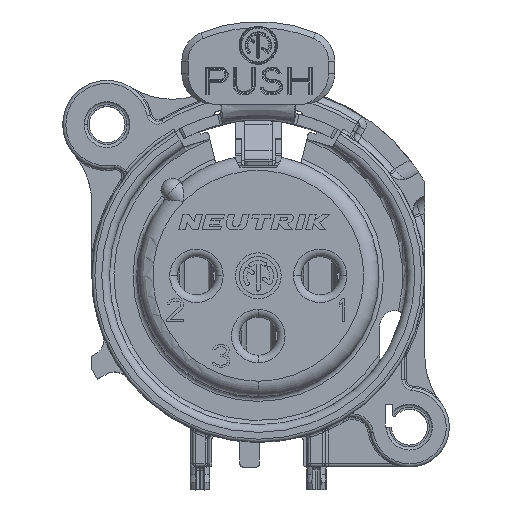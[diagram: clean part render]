
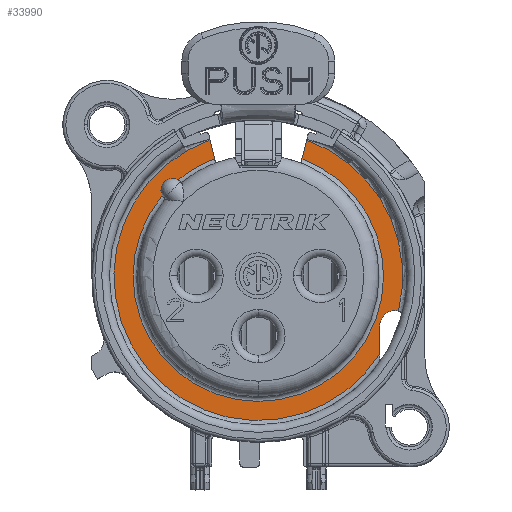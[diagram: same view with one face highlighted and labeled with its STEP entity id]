
A CAD part, top view. The second image highlights one B-rep face of the part: STEP entity #33990.
In plain terms, the highlighted planar face has unit normal (0, 0, 1).
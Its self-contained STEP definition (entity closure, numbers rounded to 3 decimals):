
#1160=CARTESIAN_POINT('',(0.,0.,-4.8));
#1161=DIRECTION('',(0.,0.,-1.));
#1162=DIRECTION('',(-0.643,0.766,0.));
#1163=AXIS2_PLACEMENT_3D('',#1160,#1161,#1162);
#1201=CARTESIAN_POINT('',(2.859,7.685,-4.8));
#1236=CARTESIAN_POINT('',(0.,0.,-4.8));
#1237=DIRECTION('',(0.,0.,1.));
#1238=DIRECTION('',(-0.766,0.643,0.));
#1239=AXIS2_PLACEMENT_3D('',#1236,#1237,#1238);
#1241=DIRECTION('',(0.24,0.971,0.));
#1242=VECTOR('',#1241,1.257);
#1243=CARTESIAN_POINT('',(2.859,7.685,-4.8));
#1244=LINE('',#1243,#1242);
#1245=CARTESIAN_POINT('',(0.,0.,-4.8));
#1246=DIRECTION('',(0.,0.,-1.));
#1247=DIRECTION('',(0.334,0.942,0.));
#1248=AXIS2_PLACEMENT_3D('',#1245,#1246,#1247);
#1250=CARTESIAN_POINT('',(7.94,-3.285,-4.8));
#1251=CARTESIAN_POINT('',(7.94,-3.178,-4.8));
#1252=CARTESIAN_POINT('',(7.97,-3.002,-4.8));
#1253=CARTESIAN_POINT('',(8.084,-2.722,-4.8));
#1254=CARTESIAN_POINT('',(8.301,-2.466,-4.8));
#1255=CARTESIAN_POINT('',(8.593,-2.307,-4.8));
#1256=CARTESIAN_POINT('',(8.888,-2.257,-4.8));
#1257=CARTESIAN_POINT('',(9.064,-2.268,-4.8));
#1258=CARTESIAN_POINT('',(9.167,-2.294,-4.8));
#1260=DIRECTION('',(0.,1.,0.));
#1261=VECTOR('',#1260,1.839);
#1262=CARTESIAN_POINT('',(7.94,-5.124,-4.8));
#1263=LINE('',#1262,#1261);
#1264=DIRECTION('',(0.24,-0.971,0.));
#1265=VECTOR('',#1264,1.257);
#1266=CARTESIAN_POINT('',(-3.161,8.906,-4.8));
#1267=LINE('',#1266,#1265);
#1268=CARTESIAN_POINT('',(-5.621,5.621,-4.8));
#1269=DIRECTION('',(0.,0.,-1.));
#1270=DIRECTION('',(-0.882,-0.47,0.));
#1271=AXIS2_PLACEMENT_3D('',#1268,#1269,#1270);
#10013=CARTESIAN_POINT('',(7.94,-5.124,-4.8));
#10038=CARTESIAN_POINT('',(0.,0.,-4.8));
#10039=DIRECTION('',(0.,0.,1.));
#10040=DIRECTION('',(-0.334,0.942,0.));
#10041=AXIS2_PLACEMENT_3D('',#10038,#10039,#10040);
#27067=CARTESIAN_POINT('',(-6.283,5.269,-4.8));
#27068=CARTESIAN_POINT('',(-5.269,6.283,-4.8));
#27069=VERTEX_POINT('',#27067);
#27070=VERTEX_POINT('',#27068);
#28116=VERTEX_POINT('',#1201);
#28117=CARTESIAN_POINT('',(-2.859,7.685,-4.8));
#28118=VERTEX_POINT('',#28117);
#28146=CARTESIAN_POINT('',(3.161,8.906,-4.8));
#28147=VERTEX_POINT('',#28146);
#28148=CARTESIAN_POINT('',(-3.161,8.906,-4.8));
#28149=VERTEX_POINT('',#28148);
#29745=VERTEX_POINT('',#10013);
#29903=CARTESIAN_POINT('',(7.94,-3.285,-4.8));
#29905=VERTEX_POINT('',#29903);
#29911=VERTEX_POINT('',#1258);
#33968=CARTESIAN_POINT('',(0.,0.,-4.8));
#33969=DIRECTION('',(0.,0.,1.));
#33970=DIRECTION('',(0.,-1.,0.));
#33971=AXIS2_PLACEMENT_3D('',#33968,#33969,#33970);
#33972=PLANE('',#33971);
#33973=ORIENTED_EDGE('',*,*,#33909,.T.);
#33975=ORIENTED_EDGE('',*,*,#33974,.T.);
#33977=ORIENTED_EDGE('',*,*,#33976,.T.);
#33979=ORIENTED_EDGE('',*,*,#33978,.F.);
#33981=ORIENTED_EDGE('',*,*,#33980,.F.);
#33983=ORIENTED_EDGE('',*,*,#33982,.F.);
#33985=ORIENTED_EDGE('',*,*,#33984,.T.);
#33986=ORIENTED_EDGE('',*,*,#33889,.F.);
#33987=ORIENTED_EDGE('',*,*,#33937,.F.);
#33988=EDGE_LOOP('',(#33973,#33975,#33977,#33979,#33981,#33983,#33985,#33986,
#33987));
#33989=FACE_OUTER_BOUND('',#33988,.F.);
#1164=CIRCLE('',#1163,8.2);
#1240=CIRCLE('',#1239,8.2);
#1249=CIRCLE('',#1248,9.45);
#1259=B_SPLINE_CURVE_WITH_KNOTS('',3,(#1250,#1251,#1252,#1253,#1254,#1255,#1256,
#1257,#1258),.UNSPECIFIED.,.F.,.F.,(4,1,1,1,1,1,4),(0.,0.125,0.25,0.5,
0.75,0.875,1.),.UNSPECIFIED.);
#1272=CIRCLE('',#1271,0.75);
#10042=CIRCLE('',#10041,9.45);
#33889=EDGE_CURVE('',#27070,#28118,#1164,.T.);
#33909=EDGE_CURVE('',#27069,#28116,#1240,.T.);
#33937=EDGE_CURVE('',#27069,#27070,#1272,.T.);
#33974=EDGE_CURVE('',#28116,#28147,#1244,.T.);
#33976=EDGE_CURVE('',#28147,#29911,#1249,.T.);
#33978=EDGE_CURVE('',#29905,#29911,#1259,.T.);
#33980=EDGE_CURVE('',#29745,#29905,#1263,.T.);
#33982=EDGE_CURVE('',#28149,#29745,#10042,.T.);
#33984=EDGE_CURVE('',#28149,#28118,#1267,.T.);
#33990=ADVANCED_FACE('',(#33989),#33972,.T.);
